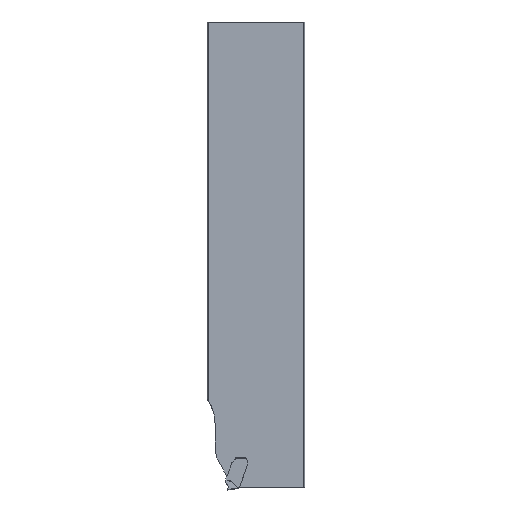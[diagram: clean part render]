
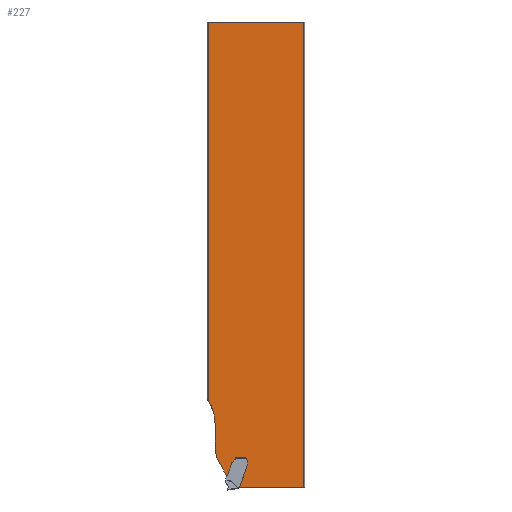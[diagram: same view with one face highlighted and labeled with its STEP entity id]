
A CAD part, left-side view. The second image highlights one B-rep face of the part: STEP entity #227.
In plain terms, the highlighted planar face has unit normal (-1, 0, 0).
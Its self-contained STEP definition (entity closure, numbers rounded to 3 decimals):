
#139=ELLIPSE('',#1567,1.32,1.);
#140=ELLIPSE('',#1571,1.46,1.);
#161=B_SPLINE_CURVE_WITH_KNOTS('',5,(#2178,#2179,#2180,#2181,#2182,#2183),
 .UNSPECIFIED.,.F.,.F.,(6,6),(0.,1.),.UNSPECIFIED.);
#162=B_SPLINE_CURVE_WITH_KNOTS('',5,(#2205,#2206,#2207,#2208,#2209,#2210),
 .UNSPECIFIED.,.F.,.F.,(6,6),(0.,1.),.UNSPECIFIED.);
#192=CIRCLE('',#1559,13.);
#193=CIRCLE('',#1564,10.);
#194=CIRCLE('',#1565,0.491);
#195=CIRCLE('',#1566,1.);
#196=CIRCLE('',#1568,0.8);
#197=CIRCLE('',#1569,0.5);
#198=CIRCLE('',#1570,0.75);
#227=ADVANCED_FACE('SHANKHEAD_FACE_LEFT',(#335),#297,.T.);
#297=PLANE('',#1572);
#335=FACE_OUTER_BOUND('',#407,.T.);
#407=EDGE_LOOP('',(#512,#513,#514,#515,#516,#517,#518,#519,#520,#521,#522,
#523,#524,#525,#526,#527,#528,#529,#530,#531,#532,#533,#534,#535));
#512=ORIENTED_EDGE('',*,*,#1047,.F.);
#513=ORIENTED_EDGE('',*,*,#1044,.T.);
#514=ORIENTED_EDGE('',*,*,#1048,.T.);
#515=ORIENTED_EDGE('',*,*,#1049,.T.);
#516=ORIENTED_EDGE('',*,*,#1050,.T.);
#517=ORIENTED_EDGE('',*,*,#1051,.T.);
#518=ORIENTED_EDGE('',*,*,#1052,.F.);
#519=ORIENTED_EDGE('',*,*,#1053,.F.);
#520=ORIENTED_EDGE('',*,*,#1054,.T.);
#521=ORIENTED_EDGE('',*,*,#1055,.T.);
#522=ORIENTED_EDGE('',*,*,#1056,.F.);
#523=ORIENTED_EDGE('',*,*,#1057,.T.);
#524=ORIENTED_EDGE('',*,*,#1058,.F.);
#525=ORIENTED_EDGE('',*,*,#1059,.F.);
#526=ORIENTED_EDGE('',*,*,#1060,.F.);
#527=ORIENTED_EDGE('',*,*,#1061,.T.);
#528=ORIENTED_EDGE('',*,*,#1062,.F.);
#529=ORIENTED_EDGE('',*,*,#1063,.F.);
#530=ORIENTED_EDGE('',*,*,#1064,.F.);
#531=ORIENTED_EDGE('',*,*,#1065,.F.);
#532=ORIENTED_EDGE('',*,*,#1066,.F.);
#533=ORIENTED_EDGE('',*,*,#1067,.T.);
#534=ORIENTED_EDGE('',*,*,#1068,.T.);
#535=ORIENTED_EDGE('',*,*,#1069,.T.);
#907=VERTEX_POINT('',#2154);
#909=VERTEX_POINT('',#2158);
#910=VERTEX_POINT('',#2165);
#911=VERTEX_POINT('',#2167);
#912=VERTEX_POINT('',#2169);
#913=VERTEX_POINT('',#2171);
#914=VERTEX_POINT('',#2173);
#915=VERTEX_POINT('',#2175);
#916=VERTEX_POINT('',#2177);
#917=VERTEX_POINT('',#2184);
#918=VERTEX_POINT('',#2186);
#919=VERTEX_POINT('',#2188);
#920=VERTEX_POINT('',#2190);
#921=VERTEX_POINT('',#2192);
#922=VERTEX_POINT('',#2194);
#923=VERTEX_POINT('',#2196);
#924=VERTEX_POINT('',#2198);
#925=VERTEX_POINT('',#2200);
#926=VERTEX_POINT('',#2202);
#927=VERTEX_POINT('',#2204);
#928=VERTEX_POINT('',#2211);
#929=VERTEX_POINT('',#2213);
#930=VERTEX_POINT('',#2215);
#931=VERTEX_POINT('',#2217);
#1044=EDGE_CURVE('',#907,#909,#192,.T.);
#1047=EDGE_CURVE('',#907,#910,#1233,.T.);
#1048=EDGE_CURVE('',#909,#911,#1234,.T.);
#1049=EDGE_CURVE('',#911,#912,#193,.T.);
#1050=EDGE_CURVE('',#912,#913,#1235,.T.);
#1051=EDGE_CURVE('',#913,#914,#194,.T.);
#1052=EDGE_CURVE('',#915,#914,#1236,.T.);
#1053=EDGE_CURVE('',#916,#915,#195,.T.);
#1054=EDGE_CURVE('',#916,#917,#161,.T.);
#1055=EDGE_CURVE('',#917,#918,#139,.T.);
#1056=EDGE_CURVE('',#919,#918,#1237,.T.);
#1057=EDGE_CURVE('',#919,#920,#196,.T.);
#1058=EDGE_CURVE('',#921,#920,#1238,.T.);
#1059=EDGE_CURVE('',#922,#921,#1239,.T.);
#1060=EDGE_CURVE('',#923,#922,#1240,.T.);
#1061=EDGE_CURVE('',#923,#924,#197,.T.);
#1062=EDGE_CURVE('',#925,#924,#198,.T.);
#1063=EDGE_CURVE('',#926,#925,#1241,.T.);
#1064=EDGE_CURVE('',#927,#926,#140,.T.);
#1065=EDGE_CURVE('',#928,#927,#162,.T.);
#1066=EDGE_CURVE('',#929,#928,#1242,.T.);
#1067=EDGE_CURVE('',#929,#930,#1243,.T.);
#1068=EDGE_CURVE('',#930,#931,#1244,.T.);
#1069=EDGE_CURVE('',#931,#910,#1245,.T.);
#1233=LINE('',#2164,#1353);
#1234=LINE('',#2166,#1354);
#1235=LINE('',#2170,#1355);
#1236=LINE('',#2174,#1356);
#1237=LINE('',#2187,#1357);
#1238=LINE('',#2191,#1358);
#1239=LINE('',#2193,#1359);
#1240=LINE('',#2195,#1360);
#1241=LINE('',#2201,#1361);
#1242=LINE('',#2212,#1362);
#1243=LINE('',#2214,#1363);
#1244=LINE('',#2216,#1364);
#1245=LINE('',#2218,#1365);
#1353=VECTOR('',#1740,1.);
#1354=VECTOR('',#1741,1.);
#1355=VECTOR('',#1744,1.);
#1356=VECTOR('',#1747,1.);
#1357=VECTOR('',#1752,1.);
#1358=VECTOR('',#1755,1.);
#1359=VECTOR('',#1756,1.);
#1360=VECTOR('',#1757,1.);
#1361=VECTOR('',#1762,1.);
#1362=VECTOR('',#1765,1.);
#1363=VECTOR('',#1766,1.);
#1364=VECTOR('',#1767,1.);
#1365=VECTOR('',#1768,1.);
#1559=AXIS2_PLACEMENT_3D('',#2159,#1730,#1731);
#1564=AXIS2_PLACEMENT_3D('',#2168,#1742,#1743);
#1565=AXIS2_PLACEMENT_3D('',#2172,#1745,#1746);
#1566=AXIS2_PLACEMENT_3D('',#2176,#1748,#1749);
#1567=AXIS2_PLACEMENT_3D('',#2185,#1750,#1751);
#1568=AXIS2_PLACEMENT_3D('',#2189,#1753,#1754);
#1569=AXIS2_PLACEMENT_3D('',#2197,#1758,#1759);
#1570=AXIS2_PLACEMENT_3D('',#2199,#1760,#1761);
#1571=AXIS2_PLACEMENT_3D('',#2203,#1763,#1764);
#1572=AXIS2_PLACEMENT_3D('',#2219,#1769,#1770);
#1730=DIRECTION('',(1.,0.,0.));
#1731=DIRECTION('',(0.,1.,0.));
#1740=DIRECTION('',(0.,0.,1.));
#1741=DIRECTION('',(0.,0.,-1.));
#1742=DIRECTION('',(-1.,0.,0.));
#1743=DIRECTION('',(0.,1.,0.));
#1744=DIRECTION('',(0.,-0.5,-0.866));
#1745=DIRECTION('',(-1.,0.,0.));
#1746=DIRECTION('',(0.,1.,0.));
#1747=DIRECTION('',(0.,0.342,-0.94));
#1748=DIRECTION('',(-1.,0.,0.));
#1749=DIRECTION('',(0.,1.,0.));
#1750=DIRECTION('',(1.,0.,0.));
#1751=DIRECTION('',(0.,-0.707,0.707));
#1752=DIRECTION('',(0.,0.707,-0.707));
#1753=DIRECTION('',(-1.,0.,0.));
#1754=DIRECTION('',(0.,1.,0.));
#1755=DIRECTION('',(0.,0.,-1.));
#1756=DIRECTION('',(0.,1.,0.));
#1757=DIRECTION('',(0.,0.,1.));
#1758=DIRECTION('',(-1.,0.,0.));
#1759=DIRECTION('',(0.,1.,0.));
#1760=DIRECTION('',(-1.,0.,0.));
#1761=DIRECTION('',(0.,1.,0.));
#1762=DIRECTION('',(0.,0.,1.));
#1763=DIRECTION('',(-1.,0.,0.));
#1764=DIRECTION('',(0.,0.,-1.));
#1765=DIRECTION('',(0.,-0.342,0.94));
#1766=DIRECTION('',(0.,-1.,0.));
#1767=DIRECTION('',(0.,0.,1.));
#1768=DIRECTION('',(0.,1.,0.));
#1769=DIRECTION('',(-1.,0.,0.));
#1770=DIRECTION('',(0.,1.,0.));
#2154=CARTESIAN_POINT('',(-2.35,31.27,-121.37));
#2158=CARTESIAN_POINT('',(-2.35,29.075,-128.6));
#2159=CARTESIAN_POINT('',(-2.35,42.075,-128.6));
#2164=CARTESIAN_POINT('',(-2.35,31.27,-165.));
#2165=CARTESIAN_POINT('',(-2.35,31.27,0.));
#2166=CARTESIAN_POINT('',(-2.35,29.075,-167.585));
#2167=CARTESIAN_POINT('',(-2.35,29.075,-136.291));
#2168=CARTESIAN_POINT('',(-2.35,19.075,-136.291));
#2169=CARTESIAN_POINT('',(-2.35,27.735,-141.291));
#2170=CARTESIAN_POINT('',(-2.35,17.978,-158.19));
#2171=CARTESIAN_POINT('',(-2.35,25.276,-145.55));
#2172=CARTESIAN_POINT('',(-2.35,25.619,-145.199));
#2173=CARTESIAN_POINT('',(-2.35,25.158,-145.367));
#2174=CARTESIAN_POINT('',(-2.35,33.362,-167.908));
#2175=CARTESIAN_POINT('',(-2.35,23.765,-141.538));
#2176=CARTESIAN_POINT('',(-2.35,22.825,-141.88));
#2177=CARTESIAN_POINT('',(-2.35,23.682,-141.365));
#2178=CARTESIAN_POINT('',(-2.35,23.682,-141.365));
#2179=CARTESIAN_POINT('',(-2.35,23.675,-141.354));
#2180=CARTESIAN_POINT('',(-2.35,23.668,-141.343));
#2181=CARTESIAN_POINT('',(-2.35,23.661,-141.332));
#2182=CARTESIAN_POINT('',(-2.35,23.653,-141.322));
#2183=CARTESIAN_POINT('',(-2.35,23.646,-141.311));
#2184=CARTESIAN_POINT('',(-2.35,23.646,-141.311));
#2185=CARTESIAN_POINT('',(-2.35,22.778,-141.834));
#2186=CARTESIAN_POINT('',(-2.35,23.486,-141.127));
#2187=CARTESIAN_POINT('',(-2.35,42.097,-159.738));
#2188=CARTESIAN_POINT('',(-2.35,22.704,-140.346));
#2189=CARTESIAN_POINT('',(-2.35,23.27,-139.78));
#2190=CARTESIAN_POINT('',(-2.35,22.47,-139.78));
#2191=CARTESIAN_POINT('',(-2.35,22.47,-167.585));
#2192=CARTESIAN_POINT('',(-2.35,22.47,-139.68));
#2193=CARTESIAN_POINT('',(-2.35,34.25,-139.68));
#2194=CARTESIAN_POINT('',(-2.35,19.169,-139.68));
#2195=CARTESIAN_POINT('',(-2.35,19.169,-167.585));
#2196=CARTESIAN_POINT('',(-2.35,19.169,-139.88));
#2197=CARTESIAN_POINT('',(-2.35,18.669,-139.88));
#2198=CARTESIAN_POINT('',(-2.35,18.969,-140.28));
#2199=CARTESIAN_POINT('',(-2.35,19.419,-140.88));
#2200=CARTESIAN_POINT('',(-2.35,18.669,-140.88));
#2201=CARTESIAN_POINT('',(-2.35,18.669,-167.585));
#2202=CARTESIAN_POINT('',(-2.35,18.669,-141.685));
#2203=CARTESIAN_POINT('',(-2.35,19.669,-141.685));
#2204=CARTESIAN_POINT('',(-2.35,18.705,-142.072));
#2205=CARTESIAN_POINT('',(-2.35,18.73,-142.162));
#2206=CARTESIAN_POINT('',(-2.35,18.723,-142.144));
#2207=CARTESIAN_POINT('',(-2.35,18.718,-142.127));
#2208=CARTESIAN_POINT('',(-2.35,18.713,-142.109));
#2209=CARTESIAN_POINT('',(-2.35,18.709,-142.09));
#2210=CARTESIAN_POINT('',(-2.35,18.705,-142.072));
#2211=CARTESIAN_POINT('',(-2.35,18.73,-142.162));
#2212=CARTESIAN_POINT('',(-2.35,28.716,-169.599));
#2213=CARTESIAN_POINT('',(-2.35,21.272,-149.148));
#2214=CARTESIAN_POINT('',(-2.35,34.25,-149.148));
#2215=CARTESIAN_POINT('',(-2.35,0.63,-149.148));
#2216=CARTESIAN_POINT('',(-2.35,0.63,-165.));
#2217=CARTESIAN_POINT('',(-2.35,0.63,0.));
#2218=CARTESIAN_POINT('',(-2.35,34.25,0.));
#2219=CARTESIAN_POINT('',(-2.35,34.25,-167.585));
